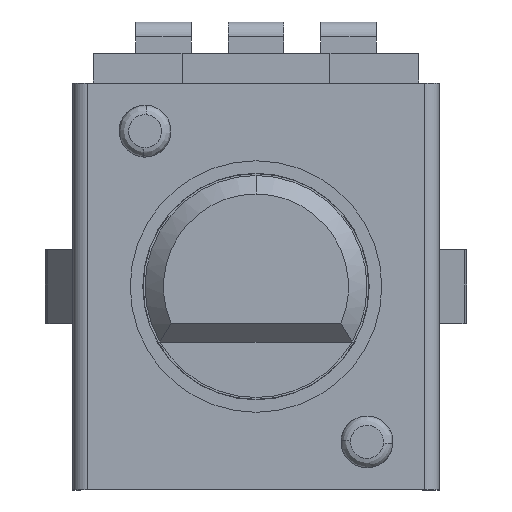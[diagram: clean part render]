
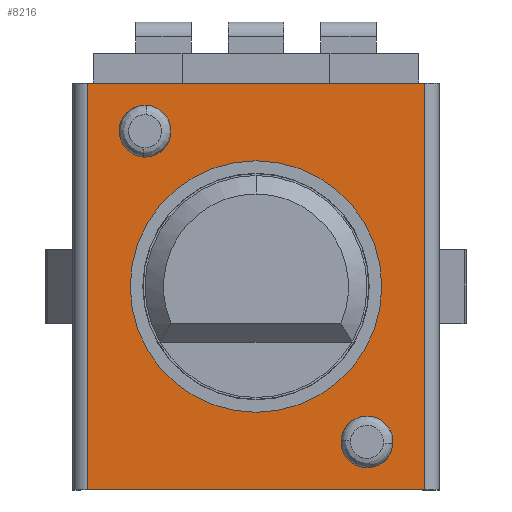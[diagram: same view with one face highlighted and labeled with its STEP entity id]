
A CAD part, front view. The second image highlights one B-rep face of the part: STEP entity #8216.
In plain terms, the highlighted planar face has unit normal (0, -1, 0).
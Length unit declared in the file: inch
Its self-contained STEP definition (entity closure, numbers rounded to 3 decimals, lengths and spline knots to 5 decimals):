
#59 = CARTESIAN_POINT ( 'NONE',  ( -0.17913, -0.01575, 0.21654 ) ) ;
#63 = CARTESIAN_POINT ( 'NONE',  ( 0., -0.01575, 0. ) ) ;
#88 = EDGE_CURVE ( 'NONE', #7549, #2386, #1712, .T. ) ;
#191 = DIRECTION ( 'NONE',  ( 0., 0., -1. ) ) ;
#193 = DIRECTION ( 'NONE',  ( -1., 0., 0. ) ) ;
#235 = AXIS2_PLACEMENT_3D ( 'NONE', #9046, #2774, #191 ) ;
#252 = EDGE_LOOP ( 'NONE', ( #7283, #8403, #903, #4105 ) ) ;
#284 = VERTEX_POINT ( 'NONE', #4995 ) ;
#367 = CARTESIAN_POINT ( 'NONE',  ( 0.17913, -0.01575, 0.21654 ) ) ;
#372 = CARTESIAN_POINT ( 'NONE',  ( -0.17913, -0.01575, -0.21654 ) ) ;
#403 = CARTESIAN_POINT ( 'NONE',  ( -0.11811, -0.01575, 0.16535 ) ) ;
#451 = DIRECTION ( 'NONE',  ( 0., 0., -1. ) ) ;
#468 = DIRECTION ( 'NONE',  ( 0., 0., -1. ) ) ;
#636 = VERTEX_POINT ( 'NONE', #8519 ) ;
#865 = EDGE_CURVE ( 'NONE', #3863, #2329, #5741, .T. ) ;
#903 = ORIENTED_EDGE ( 'NONE', *, *, #3073, .T. ) ;
#1098 = ORIENTED_EDGE ( 'NONE', *, *, #3382, .T. ) ;
#1110 = DIRECTION ( 'NONE',  ( 0., 1., 0. ) ) ;
#1224 = DIRECTION ( 'NONE',  ( 0., 0., -1. ) ) ;
#1530 = EDGE_CURVE ( 'NONE', #3044, #7549, #5804, .T. ) ;
#1600 = DIRECTION ( 'NONE',  ( 0., 1., 0. ) ) ;
#1712 = LINE ( 'NONE', #372, #8660 ) ;
#1816 = CARTESIAN_POINT ( 'NONE',  ( -0.17913, -0.01575, -0.21654 ) ) ;
#1828 = EDGE_LOOP ( 'NONE', ( #4887, #4279 ) ) ;
#2064 = EDGE_LOOP ( 'NONE', ( #1098, #8554 ) ) ;
#2329 = VERTEX_POINT ( 'NONE', #2856 ) ;
#2336 = CARTESIAN_POINT ( 'NONE',  ( -0.11811, -0.01575, 0.1378 ) ) ;
#2386 = VERTEX_POINT ( 'NONE', #6537 ) ;
#2774 = DIRECTION ( 'NONE',  ( 0., 1., 0. ) ) ;
#2775 = VECTOR ( 'NONE', #5575, 39.37008 ) ;
#2812 = VECTOR ( 'NONE', #193, 39.37008 ) ;
#2856 = CARTESIAN_POINT ( 'NONE',  ( 0., -0.01575, 0.13386 ) ) ;
#2995 = CIRCLE ( 'NONE', #6084, 0.02756 ) ;
#3044 = VERTEX_POINT ( 'NONE', #367 ) ;
#3073 = EDGE_CURVE ( 'NONE', #636, #3044, #3952, .T. ) ;
#3382 = EDGE_CURVE ( 'NONE', #7228, #8411, #2995, .T. ) ;
#3758 = DIRECTION ( 'NONE',  ( 0., 0., -1. ) ) ;
#3863 = VERTEX_POINT ( 'NONE', #5725 ) ;
#3878 = CARTESIAN_POINT ( 'NONE',  ( 0.11811, -0.01575, -0.19291 ) ) ;
#3930 = CARTESIAN_POINT ( 'NONE',  ( 0.11811, -0.01575, -0.16535 ) ) ;
#3952 = LINE ( 'NONE', #8893, #4162 ) ;
#4035 = DIRECTION ( 'NONE',  ( 0., 1., 0. ) ) ;
#4105 = ORIENTED_EDGE ( 'NONE', *, *, #1530, .T. ) ;
#4121 = FACE_BOUND ( 'NONE', #7040, .T. ) ;
#4162 = VECTOR ( 'NONE', #8341, 39.37008 ) ;
#4221 = ORIENTED_EDGE ( 'NONE', *, *, #6887, .T. ) ;
#4279 = ORIENTED_EDGE ( 'NONE', *, *, #4988, .T. ) ;
#4467 = PLANE ( 'NONE',  #6608 ) ;
#4604 = DIRECTION ( 'NONE',  ( 0., 0., -1. ) ) ;
#4887 = ORIENTED_EDGE ( 'NONE', *, *, #865, .T. ) ;
#4988 = EDGE_CURVE ( 'NONE', #2329, #3863, #5817, .T. ) ;
#4995 = CARTESIAN_POINT ( 'NONE',  ( -0.11811, -0.01575, 0.19291 ) ) ;
#5046 = DIRECTION ( 'NONE',  ( 0., 1., 0. ) ) ;
#5119 = EDGE_CURVE ( 'NONE', #284, #7797, #8289, .T. ) ;
#5574 = CIRCLE ( 'NONE', #6758, 0.02756 ) ;
#5575 = DIRECTION ( 'NONE',  ( -1., 0., 0. ) ) ;
#5615 = LINE ( 'NONE', #7812, #2775 ) ;
#5725 = CARTESIAN_POINT ( 'NONE',  ( 0., -0.01575, -0.13386 ) ) ;
#5741 = CIRCLE ( 'NONE', #8073, 0.13386 ) ;
#5750 = CARTESIAN_POINT ( 'NONE',  ( 0.11811, -0.01575, -0.16535 ) ) ;
#5804 = LINE ( 'NONE', #59, #2812 ) ;
#5817 = CIRCLE ( 'NONE', #235, 0.13386 ) ;
#5854 = AXIS2_PLACEMENT_3D ( 'NONE', #403, #6755, #451 ) ;
#6084 = AXIS2_PLACEMENT_3D ( 'NONE', #3930, #1600, #3758 ) ;
#6537 = CARTESIAN_POINT ( 'NONE',  ( -0.17913, -0.01575, -0.21654 ) ) ;
#6608 = AXIS2_PLACEMENT_3D ( 'NONE', #1816, #6732, #4604 ) ;
#6624 = DIRECTION ( 'NONE',  ( 0., 0., -1. ) ) ;
#6683 = FACE_BOUND ( 'NONE', #1828, .T. ) ;
#6732 = DIRECTION ( 'NONE',  ( 0., -1., 0. ) ) ;
#6737 = ORIENTED_EDGE ( 'NONE', *, *, #5119, .T. ) ;
#6755 = DIRECTION ( 'NONE',  ( 0., 1., 0. ) ) ;
#6758 = AXIS2_PLACEMENT_3D ( 'NONE', #5750, #5046, #7889 ) ;
#6887 = EDGE_CURVE ( 'NONE', #7797, #284, #9050, .T. ) ;
#7040 = EDGE_LOOP ( 'NONE', ( #4221, #6737 ) ) ;
#7130 = CARTESIAN_POINT ( 'NONE',  ( -0.17913, -0.01575, 0.21654 ) ) ;
#7193 = EDGE_CURVE ( 'NONE', #636, #2386, #5615, .T. ) ;
#7228 = VERTEX_POINT ( 'NONE', #3878 ) ;
#7283 = ORIENTED_EDGE ( 'NONE', *, *, #88, .T. ) ;
#7508 = CARTESIAN_POINT ( 'NONE',  ( 0.11811, -0.01575, -0.1378 ) ) ;
#7549 = VERTEX_POINT ( 'NONE', #7130 ) ;
#7660 = EDGE_CURVE ( 'NONE', #8411, #7228, #5574, .T. ) ;
#7797 = VERTEX_POINT ( 'NONE', #2336 ) ;
#7812 = CARTESIAN_POINT ( 'NONE',  ( 0.17323, -0.01575, -0.21654 ) ) ;
#7849 = AXIS2_PLACEMENT_3D ( 'NONE', #8759, #1110, #468 ) ;
#7889 = DIRECTION ( 'NONE',  ( 0., 0., -1. ) ) ;
#8073 = AXIS2_PLACEMENT_3D ( 'NONE', #63, #4035, #1224 ) ;
#8216 = ADVANCED_FACE ( 'NONE', ( #4121, #8329, #6683, #8464 ), #4467, .T. ) ;
#8289 = CIRCLE ( 'NONE', #7849, 0.02756 ) ;
#8329 = FACE_BOUND ( 'NONE', #2064, .T. ) ;
#8341 = DIRECTION ( 'NONE',  ( 0., 0., 1. ) ) ;
#8403 = ORIENTED_EDGE ( 'NONE', *, *, #7193, .F. ) ;
#8411 = VERTEX_POINT ( 'NONE', #7508 ) ;
#8464 = FACE_OUTER_BOUND ( 'NONE', #252, .T. ) ;
#8519 = CARTESIAN_POINT ( 'NONE',  ( 0.17913, -0.01575, -0.21654 ) ) ;
#8554 = ORIENTED_EDGE ( 'NONE', *, *, #7660, .T. ) ;
#8660 = VECTOR ( 'NONE', #6624, 39.37008 ) ;
#8759 = CARTESIAN_POINT ( 'NONE',  ( -0.11811, -0.01575, 0.16535 ) ) ;
#8893 = CARTESIAN_POINT ( 'NONE',  ( 0.17913, -0.01575, -0.21654 ) ) ;
#9046 = CARTESIAN_POINT ( 'NONE',  ( 0., -0.01575, 0. ) ) ;
#9050 = CIRCLE ( 'NONE', #5854, 0.02756 ) ;
